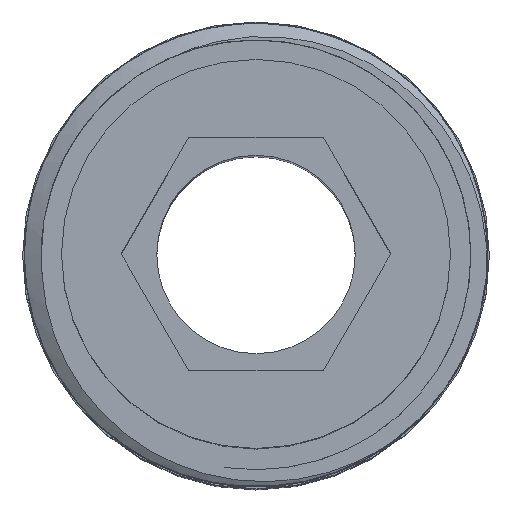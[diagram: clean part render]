
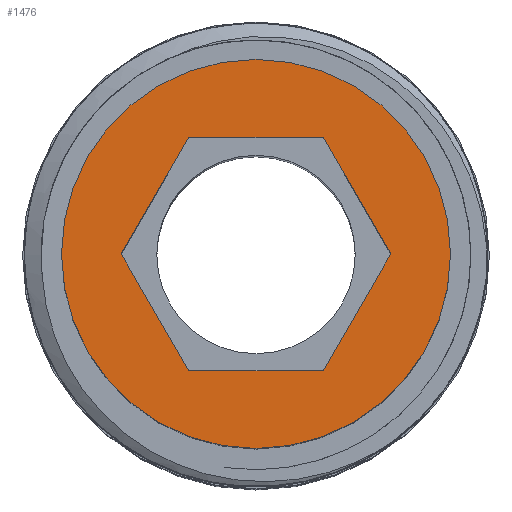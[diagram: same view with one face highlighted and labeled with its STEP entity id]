
A CAD part, top view. The second image highlights one B-rep face of the part: STEP entity #1476.
In plain terms, the highlighted planar face has unit normal (0, 0, 1).
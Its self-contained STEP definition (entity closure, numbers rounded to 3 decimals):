
#24=FACE_BOUND('',#207,.T.);
#42=PLANE('',#1591);
#117=FACE_OUTER_BOUND('',#206,.T.);
#206=EDGE_LOOP('',(#1234));
#207=EDGE_LOOP('',(#1235,#1236,#1237,#1238,#1239,#1240));
#245=CIRCLE('',#1590,5.);
#423=LINE('',#4171,#500);
#427=LINE('',#4179,#504);
#430=LINE('',#4185,#507);
#433=LINE('',#4191,#510);
#436=LINE('',#4197,#513);
#439=LINE('',#4202,#516);
#500=VECTOR('',#1783,10.);
#504=VECTOR('',#1789,10.);
#507=VECTOR('',#1794,10.);
#510=VECTOR('',#1799,10.);
#513=VECTOR('',#1804,10.);
#516=VECTOR('',#1809,10.);
#638=VERTEX_POINT('',#4169);
#639=VERTEX_POINT('',#4170);
#642=VERTEX_POINT('',#4178);
#644=VERTEX_POINT('',#4184);
#646=VERTEX_POINT('',#4190);
#648=VERTEX_POINT('',#4196);
#660=VERTEX_POINT('',#5412);
#829=EDGE_CURVE('',#638,#639,#423,.T.);
#833=EDGE_CURVE('',#642,#638,#427,.T.);
#836=EDGE_CURVE('',#644,#642,#430,.T.);
#839=EDGE_CURVE('',#646,#644,#433,.T.);
#842=EDGE_CURVE('',#648,#646,#436,.T.);
#845=EDGE_CURVE('',#639,#648,#439,.T.);
#870=EDGE_CURVE('',#660,#660,#245,.T.);
#1234=ORIENTED_EDGE('',*,*,#870,.T.);
#1235=ORIENTED_EDGE('',*,*,#829,.T.);
#1236=ORIENTED_EDGE('',*,*,#845,.T.);
#1237=ORIENTED_EDGE('',*,*,#842,.T.);
#1238=ORIENTED_EDGE('',*,*,#839,.T.);
#1239=ORIENTED_EDGE('',*,*,#836,.T.);
#1240=ORIENTED_EDGE('',*,*,#833,.T.);
#1476=ADVANCED_FACE('',(#117,#24),#42,.T.);
#1590=AXIS2_PLACEMENT_3D('',#5413,#1858,#1859);
#1591=AXIS2_PLACEMENT_3D('',#5415,#1861,#1862);
#1783=DIRECTION('',(0.5,0.866,0.));
#1789=DIRECTION('',(-0.5,0.866,0.));
#1794=DIRECTION('',(-1.,0.,0.));
#1799=DIRECTION('',(-0.5,-0.866,0.));
#1804=DIRECTION('',(0.5,-0.866,0.));
#1809=DIRECTION('',(1.,0.,0.));
#1858=DIRECTION('center_axis',(0.,0.,1.));
#1859=DIRECTION('ref_axis',(1.,0.,0.));
#1861=DIRECTION('center_axis',(0.,0.,1.));
#1862=DIRECTION('ref_axis',(1.,0.,0.));
#4169=CARTESIAN_POINT('',(-3.464,90.,111.));
#4170=CARTESIAN_POINT('',(-1.732,93.,111.));
#4171=CARTESIAN_POINT('',(-3.031,90.75,111.));
#4178=CARTESIAN_POINT('',(-1.732,87.,111.));
#4179=CARTESIAN_POINT('',(-2.165,87.75,111.));
#4184=CARTESIAN_POINT('',(1.732,87.,111.));
#4185=CARTESIAN_POINT('',(0.866,87.,111.));
#4190=CARTESIAN_POINT('',(3.464,90.,111.));
#4191=CARTESIAN_POINT('',(3.031,89.25,111.));
#4196=CARTESIAN_POINT('',(1.732,93.,111.));
#4197=CARTESIAN_POINT('',(2.165,92.25,111.));
#4202=CARTESIAN_POINT('',(-0.866,93.,111.));
#5412=CARTESIAN_POINT('',(-5.,90.,111.));
#5413=CARTESIAN_POINT('Origin',(0.,90.,111.));
#5415=CARTESIAN_POINT('Origin',(0.,90.,111.));
